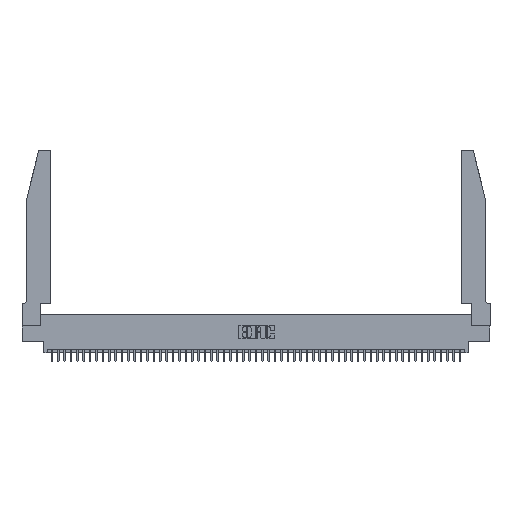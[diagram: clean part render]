
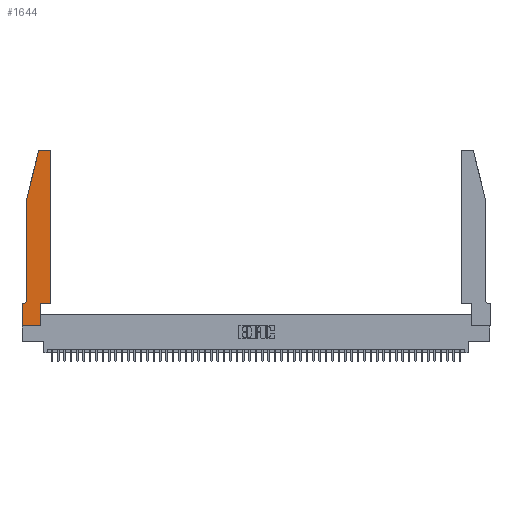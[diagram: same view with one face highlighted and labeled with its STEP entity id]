
A CAD part, top view. The second image highlights one B-rep face of the part: STEP entity #1644.
In plain terms, the highlighted planar face has unit normal (0, 0, 1).
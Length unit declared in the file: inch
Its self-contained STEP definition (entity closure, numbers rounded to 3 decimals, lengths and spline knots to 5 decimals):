
#209 = PLANE ( 'NONE',  #51949 ) ;
#1644 = ADVANCED_FACE ( 'NONE', ( #6872 ), #209, .T. ) ;
#3028 = CIRCLE ( 'NONE', #22105, 0.03 ) ;
#4215 = VERTEX_POINT ( 'NONE', #45823 ) ;
#4299 = CARTESIAN_POINT ( 'NONE',  ( 0., 0.35, 0.37 ) ) ;
#5022 = DIRECTION ( 'NONE',  ( -0.239, -0.971, 0. ) ) ;
#5540 = CARTESIAN_POINT ( 'NONE',  ( 0., 0., 0.37 ) ) ;
#5800 = VERTEX_POINT ( 'NONE', #33965 ) ;
#5964 = DIRECTION ( 'NONE',  ( -1., 0., 0. ) ) ;
#5973 = CARTESIAN_POINT ( 'NONE',  ( 0.284, 2.72, 0.37 ) ) ;
#5980 = EDGE_CURVE ( 'NONE', #14019, #9719, #43930, .T. ) ;
#5996 = VERTEX_POINT ( 'NONE', #22528 ) ;
#6745 = ORIENTED_EDGE ( 'NONE', *, *, #49834, .T. ) ;
#6872 = FACE_OUTER_BOUND ( 'NONE', #45974, .T. ) ;
#7516 = DIRECTION ( 'NONE',  ( 1., 0., 0. ) ) ;
#8581 = DIRECTION ( 'NONE',  ( 0., -1., 0. ) ) ;
#9127 = EDGE_CURVE ( 'NONE', #34733, #35659, #14281, .T. ) ;
#9275 = CARTESIAN_POINT ( 'NONE',  ( 0.0055, 0.42, 0.37 ) ) ;
#9719 = VERTEX_POINT ( 'NONE', #19951 ) ;
#11161 = CARTESIAN_POINT ( 'NONE',  ( 0.2865, 0.35, 0.37 ) ) ;
#12321 = CARTESIAN_POINT ( 'NONE',  ( 0.0755, 2., 0.37 ) ) ;
#12825 = CARTESIAN_POINT ( 'NONE',  ( 0.0755, 0.42, 0.37 ) ) ;
#12857 = VERTEX_POINT ( 'NONE', #11161 ) ;
#13001 = DIRECTION ( 'NONE',  ( 0., 0., 1. ) ) ;
#13172 = CIRCLE ( 'NONE', #39090, 0.03 ) ;
#13872 = VERTEX_POINT ( 'NONE', #34929 ) ;
#13871 = ORIENTED_EDGE ( 'NONE', *, *, #19470, .T. ) ;
#14019 = VERTEX_POINT ( 'NONE', #51167 ) ;
#14281 = LINE ( 'NONE', #12321, #36596 ) ;
#15048 = EDGE_CURVE ( 'NONE', #34628, #34733, #28356, .T. ) ;
#15302 = VECTOR ( 'NONE', #42403, 39.37008 ) ;
#15343 = VERTEX_POINT ( 'NONE', #51566 ) ;
#15397 = ORIENTED_EDGE ( 'NONE', *, *, #9127, .T. ) ;
#15725 = EDGE_CURVE ( 'NONE', #5800, #25111, #35985, .T. ) ;
#17563 = ORIENTED_EDGE ( 'NONE', *, *, #27819, .T. ) ;
#18615 = CARTESIAN_POINT ( 'NONE',  ( 0.2605, 2.75, 0.37 ) ) ;
#19470 = EDGE_CURVE ( 'NONE', #9719, #34628, #3028, .T. ) ;
#19572 = EDGE_CURVE ( 'NONE', #12857, #4215, #29176, .T. ) ;
#19951 = CARTESIAN_POINT ( 'NONE',  ( 0.284, 2.75, 0.37 ) ) ;
#20628 = ORIENTED_EDGE ( 'NONE', *, *, #5980, .T. ) ;
#20923 = AXIS2_PLACEMENT_3D ( 'NONE', #9275, #50125, #41953 ) ;
#22105 = AXIS2_PLACEMENT_3D ( 'NONE', #5973, #38975, #31099 ) ;
#22528 = CARTESIAN_POINT ( 'NONE',  ( 0.2865, 0., 0.37 ) ) ;
#23835 = VECTOR ( 'NONE', #36710, 39.37008 ) ;
#24203 = CARTESIAN_POINT ( 'NONE',  ( 0.0755, 0.35, 0.37 ) ) ;
#25111 = VERTEX_POINT ( 'NONE', #26461 ) ;
#26461 = CARTESIAN_POINT ( 'NONE',  ( 0., 0.35, 0.37 ) ) ;
#26629 = CARTESIAN_POINT ( 'NONE',  ( 0., 0., 0.37 ) ) ;
#27018 = CARTESIAN_POINT ( 'NONE',  ( 0.25487, 2.72718, 0.37 ) ) ;
#27493 = CARTESIAN_POINT ( 'NONE',  ( 0.4505, 0.35, 0.37 ) ) ;
#27819 = EDGE_CURVE ( 'NONE', #13872, #14019, #13172, .T. ) ;
#28356 = LINE ( 'NONE', #37135, #32219 ) ;
#28995 = CIRCLE ( 'NONE', #20923, 0.07 ) ;
#29176 = LINE ( 'NONE', #27493, #48338 ) ;
#29597 = DIRECTION ( 'NONE',  ( 1., 0., 0. ) ) ;
#29876 = LINE ( 'NONE', #5540, #30501 ) ;
#30501 = VECTOR ( 'NONE', #29597, 39.37008 ) ;
#31099 = DIRECTION ( 'NONE',  ( 1., 0., 0. ) ) ;
#31490 = CARTESIAN_POINT ( 'NONE',  ( 0.0755, 2., 0.37 ) ) ;
#32219 = VECTOR ( 'NONE', #5022, 39.37008 ) ;
#32795 = DIRECTION ( 'NONE',  ( 1., 0., 0. ) ) ;
#33965 = CARTESIAN_POINT ( 'NONE',  ( 0.0055, 0.35, 0.37 ) ) ;
#34137 = VECTOR ( 'NONE', #47236, 39.37008 ) ;
#34441 = LINE ( 'NONE', #26629, #15302 ) ;
#34628 = VERTEX_POINT ( 'NONE', #27018 ) ;
#34733 = VERTEX_POINT ( 'NONE', #31490 ) ;
#34929 = CARTESIAN_POINT ( 'NONE',  ( 0.4505, 2.72, 0.37 ) ) ;
#35498 = ORIENTED_EDGE ( 'NONE', *, *, #45299, .T. ) ;
#35659 = VERTEX_POINT ( 'NONE', #12825 ) ;
#35985 = LINE ( 'NONE', #24203, #23835 ) ;
#36226 = CARTESIAN_POINT ( 'NONE',  ( 0.4205, 2.72, 0.37 ) ) ;
#36596 = VECTOR ( 'NONE', #8581, 39.37008 ) ;
#36614 = ORIENTED_EDGE ( 'NONE', *, *, #19572, .T. ) ;
#36644 = CARTESIAN_POINT ( 'NONE',  ( 0.4505, 0.35, 0.37 ) ) ;
#36710 = DIRECTION ( 'NONE',  ( -1., 0., 0. ) ) ;
#37135 = CARTESIAN_POINT ( 'NONE',  ( 0.0755, 2., 0.37 ) ) ;
#37464 = ORIENTED_EDGE ( 'NONE', *, *, #41228, .T. ) ;
#38004 = CARTESIAN_POINT ( 'NONE',  ( 0.2865, 0.35, 0.37 ) ) ;
#38458 = EDGE_CURVE ( 'NONE', #35659, #5800, #28995, .T. ) ;
#38975 = DIRECTION ( 'NONE',  ( 0., 0., 1. ) ) ;
#39090 = AXIS2_PLACEMENT_3D ( 'NONE', #36226, #43937, #7516 ) ;
#39576 = EDGE_CURVE ( 'NONE', #4215, #13872, #48665, .T. ) ;
#40499 = ORIENTED_EDGE ( 'NONE', *, *, #38458, .T. ) ;
#41228 = EDGE_CURVE ( 'NONE', #25111, #15343, #34441, .T. ) ;
#41953 = DIRECTION ( 'NONE',  ( -1., 0., 0. ) ) ;
#42060 = ORIENTED_EDGE ( 'NONE', *, *, #15725, .T. ) ;
#42403 = DIRECTION ( 'NONE',  ( 0., -1., 0. ) ) ;
#43791 = DIRECTION ( 'NONE',  ( 1., 0., 0. ) ) ;
#43930 = LINE ( 'NONE', #18615, #52216 ) ;
#43937 = DIRECTION ( 'NONE',  ( 0., 0., 1. ) ) ;
#45299 = EDGE_CURVE ( 'NONE', #5996, #12857, #50713, .T. ) ;
#45520 = ORIENTED_EDGE ( 'NONE', *, *, #39576, .T. ) ;
#45823 = CARTESIAN_POINT ( 'NONE',  ( 0.4505, 0.35, 0.37 ) ) ;
#45974 = EDGE_LOOP ( 'NONE', ( #20628, #13871, #49458, #15397, #40499, #42060, #37464, #6745, #35498, #36614, #45520, #17563 ) ) ;
#47236 = DIRECTION ( 'NONE',  ( 0., 1., 0. ) ) ;
#48338 = VECTOR ( 'NONE', #43791, 39.37008 ) ;
#48665 = LINE ( 'NONE', #36644, #49959 ) ;
#49458 = ORIENTED_EDGE ( 'NONE', *, *, #15048, .T. ) ;
#49834 = EDGE_CURVE ( 'NONE', #15343, #5996, #29876, .T. ) ;
#49959 = VECTOR ( 'NONE', #51485, 39.37008 ) ;
#50125 = DIRECTION ( 'NONE',  ( 0., 0., -1. ) ) ;
#50713 = LINE ( 'NONE', #38004, #34137 ) ;
#51167 = CARTESIAN_POINT ( 'NONE',  ( 0.4205, 2.75, 0.37 ) ) ;
#51485 = DIRECTION ( 'NONE',  ( 0., 1., 0. ) ) ;
#51566 = CARTESIAN_POINT ( 'NONE',  ( 0., 0., 0.37 ) ) ;
#51949 = AXIS2_PLACEMENT_3D ( 'NONE', #4299, #13001, #32795 ) ;
#52216 = VECTOR ( 'NONE', #5964, 39.37008 ) ;
